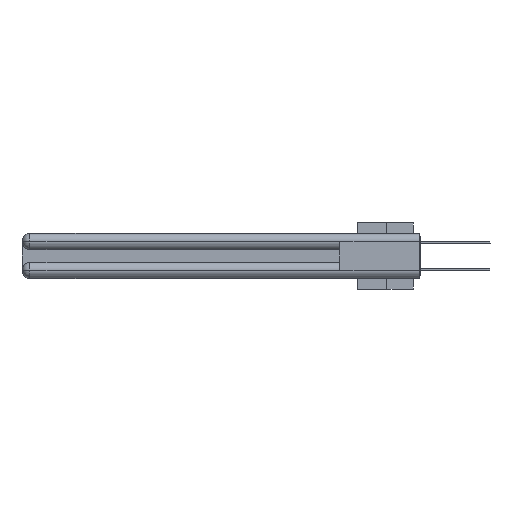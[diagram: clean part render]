
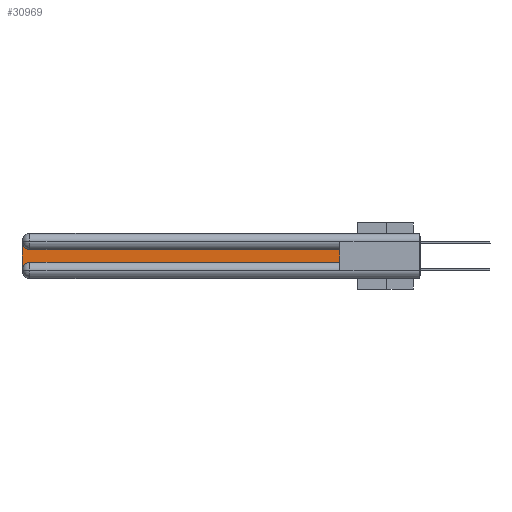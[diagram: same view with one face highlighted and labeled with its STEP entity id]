
A CAD part, left-side view. The second image highlights one B-rep face of the part: STEP entity #30969.
In plain terms, the highlighted planar face has unit normal (-1, 0, 0).
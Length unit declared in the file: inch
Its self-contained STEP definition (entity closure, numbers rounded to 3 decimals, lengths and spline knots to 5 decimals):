
#106 = DIRECTION ( 'NONE',  ( 0., -1., 0. ) ) ;
#366 = AXIS2_PLACEMENT_3D ( 'NONE', #3780, #22081, #12994 ) ;
#1211 = EDGE_CURVE ( 'NONE', #34410, #15754, #18743, .T. ) ;
#3024 = VECTOR ( 'NONE', #25719, 39.37008 ) ;
#3678 = CARTESIAN_POINT ( 'NONE',  ( 0.075, 2.94, -0.1225 ) ) ;
#3780 = CARTESIAN_POINT ( 'NONE',  ( 0.075, 2.94, -0.0625 ) ) ;
#4342 = DIRECTION ( 'NONE',  ( 1., 0., 0. ) ) ;
#4485 = VERTEX_POINT ( 'NONE', #3678 ) ;
#5593 = CARTESIAN_POINT ( 'NONE',  ( 0.075, 3., -0.0625 ) ) ;
#6259 = EDGE_LOOP ( 'NONE', ( #9188, #15000, #30789, #35515, #20427, #14264 ) ) ;
#6322 = CARTESIAN_POINT ( 'NONE',  ( 0.075, 2.94, -0.2175 ) ) ;
#7244 = DIRECTION ( 'NONE',  ( 0., 0., -1. ) ) ;
#9188 = ORIENTED_EDGE ( 'NONE', *, *, #33804, .T. ) ;
#10566 = VECTOR ( 'NONE', #20266, 39.37008 ) ;
#10637 = CARTESIAN_POINT ( 'NONE',  ( 0.075, 3., -0.2175 ) ) ;
#12994 = DIRECTION ( 'NONE',  ( 0., 0., -1. ) ) ;
#13227 = CARTESIAN_POINT ( 'NONE',  ( 0.075, 0.6, -0.1225 ) ) ;
#14264 = ORIENTED_EDGE ( 'NONE', *, *, #30128, .T. ) ;
#15000 = ORIENTED_EDGE ( 'NONE', *, *, #37721, .T. ) ;
#15639 = LINE ( 'NONE', #25653, #20062 ) ;
#15754 = VERTEX_POINT ( 'NONE', #16822 ) ;
#16822 = CARTESIAN_POINT ( 'NONE',  ( 0.075, 0.6, -0.2175 ) ) ;
#17036 = EDGE_CURVE ( 'NONE', #37316, #34410, #22260, .T. ) ;
#17873 = VERTEX_POINT ( 'NONE', #23827 ) ;
#18743 = LINE ( 'NONE', #19096, #35987 ) ;
#19096 = CARTESIAN_POINT ( 'NONE',  ( 0.075, 0.6, -0.2175 ) ) ;
#19980 = FACE_OUTER_BOUND ( 'NONE', #6259, .T. ) ;
#20062 = VECTOR ( 'NONE', #35437, 39.37008 ) ;
#20183 = VERTEX_POINT ( 'NONE', #5593 ) ;
#20266 = DIRECTION ( 'NONE',  ( 0., 0., -1. ) ) ;
#20427 = ORIENTED_EDGE ( 'NONE', *, *, #1211, .T. ) ;
#20564 = CARTESIAN_POINT ( 'NONE',  ( 0.075, 3., -0.1225 ) ) ;
#22081 = DIRECTION ( 'NONE',  ( 1., 0., 0. ) ) ;
#22260 = CIRCLE ( 'NONE', #35084, 0.06 ) ;
#23827 = CARTESIAN_POINT ( 'NONE',  ( 0.075, 0.6, -0.1225 ) ) ;
#24366 = CIRCLE ( 'NONE', #366, 0.06 ) ;
#25434 = AXIS2_PLACEMENT_3D ( 'NONE', #20564, #29908, #33077 ) ;
#25653 = CARTESIAN_POINT ( 'NONE',  ( 0.075, 0.6, -0.2175 ) ) ;
#25719 = DIRECTION ( 'NONE',  ( 0., 1., 0. ) ) ;
#25822 = EDGE_CURVE ( 'NONE', #20183, #37316, #40070, .T. ) ;
#28132 = LINE ( 'NONE', #13227, #3024 ) ;
#29908 = DIRECTION ( 'NONE',  ( 1., 0., 0. ) ) ;
#30128 = EDGE_CURVE ( 'NONE', #15754, #17873, #15639, .T. ) ;
#30789 = ORIENTED_EDGE ( 'NONE', *, *, #25822, .T. ) ;
#30969 = ADVANCED_FACE ( 'NONE', ( #19980 ), #32800, .F. ) ;
#32800 = PLANE ( 'NONE',  #25434 ) ;
#33077 = DIRECTION ( 'NONE',  ( 0., 0., -1. ) ) ;
#33804 = EDGE_CURVE ( 'NONE', #17873, #4485, #28132, .T. ) ;
#34410 = VERTEX_POINT ( 'NONE', #6322 ) ;
#35084 = AXIS2_PLACEMENT_3D ( 'NONE', #38418, #4342, #7244 ) ;
#35437 = DIRECTION ( 'NONE',  ( 0., 0., 1. ) ) ;
#35515 = ORIENTED_EDGE ( 'NONE', *, *, #17036, .T. ) ;
#35987 = VECTOR ( 'NONE', #106, 39.37008 ) ;
#36257 = CARTESIAN_POINT ( 'NONE',  ( 0.075, 3., -0.2775 ) ) ;
#37316 = VERTEX_POINT ( 'NONE', #36257 ) ;
#37721 = EDGE_CURVE ( 'NONE', #4485, #20183, #24366, .T. ) ;
#38418 = CARTESIAN_POINT ( 'NONE',  ( 0.075, 2.94, -0.2775 ) ) ;
#40070 = LINE ( 'NONE', #10637, #10566 ) ;
